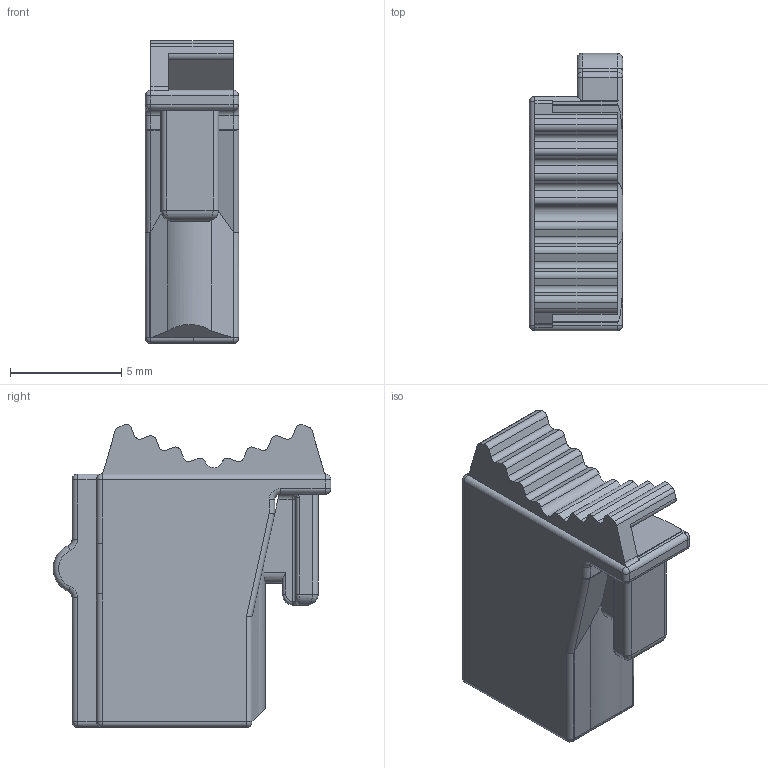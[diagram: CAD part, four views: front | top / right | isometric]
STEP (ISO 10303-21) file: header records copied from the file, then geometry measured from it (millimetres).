
FILE_DESCRIPTION(('CATIA V5 STEP Exchange','CAx-IF Rec.Pracs.--- Model Styling and Organization---1.4--- 2014-01-23'),'2;1');
FILE_NAME ('024050-2_0', '2021-06-09T09:59:43+00:00', ('none'), ('Weidmueller'), 'CATIA Version 5-6 Release 2016 SP3 HF44', 'CATIA V5 STEP AP214', 'none');
FILE_SCHEMA(('AUTOMOTIVE_DESIGN { 1 0 10303 214 1 1 1 1 }'));
Length unit declared in the file: millimetre
Products named in the file (1): 1861030000
Bounding box: 4.2 x 12.5 x 13.63 mm (x, y, z)
Volume: 233.6 mm3; surface area: 568.6 mm2
Topology: 1 solids, 1 shells, 207 faces, 551 edges, 326 vertices
Faces by surface type: cylinder 97, plane 68, torus 21, sphere 14, bspline 6, extrusion 1
Entity records: 6593 total; most frequent: CARTESIAN_POINT 1762, ORIENTED_EDGE 1066, DIRECTION 854, EDGE_CURVE 533, AXIS2_PLACEMENT_3D 370, VERTEX_POINT 326, VECTOR 296, LINE 295
